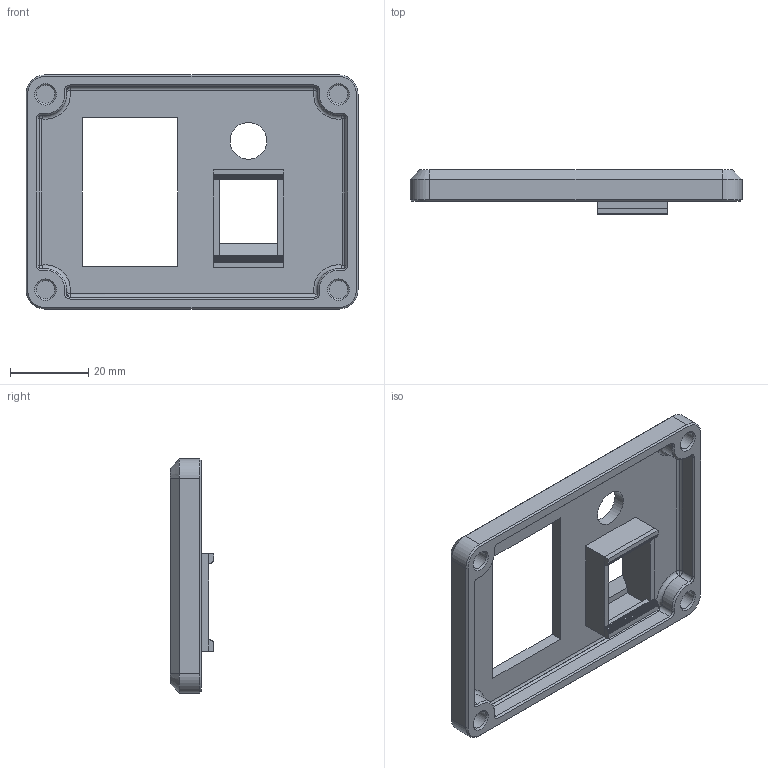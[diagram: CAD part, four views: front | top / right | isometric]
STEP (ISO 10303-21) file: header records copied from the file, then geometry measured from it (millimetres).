
FILE_DESCRIPTION(/* description */ (''),/* implementation_level */ '2;1');
FILE_NAME(/* name */ 'Electronics_Box_Blanking_Plate v6.step',/* time_stamp */ '2021-12-20T16:42:32-05:00',/* author */ (''),/* organization */ (''),/* preprocessor_version */ 'ST-DEVELOPER v18.1',/* originating_system */ 'Autodesk Translation Framework v10.10.0.1391',/* authorisation */ '');
FILE_SCHEMA (('AUTOMOTIVE_DESIGN { 1 0 10303 214 3 1 1 }'));
Length unit declared in the file: millimetre
Products named in the file (1): Electronics_Box_Blanking_Plate
Bounding box: 85 x 11.25 x 60 mm (x, y, z)
Volume: 16116.9 mm3; surface area: 13071.1 mm2
Topology: 3 solids, 3 shells, 185 faces, 451 edges, 270 vertices
Faces by surface type: plane 107, cylinder 29, cone 24, sphere 14, bspline 7, torus 4
Full cylindrical faces by diameter (mm): 4.7 x4, 9.4 x1
Entity records: 5373 total; most frequent: CARTESIAN_POINT 991, DIRECTION 921, ORIENTED_EDGE 888, EDGE_CURVE 444, LINE 321, VECTOR 321, AXIS2_PLACEMENT_3D 300, VERTEX_POINT 270
